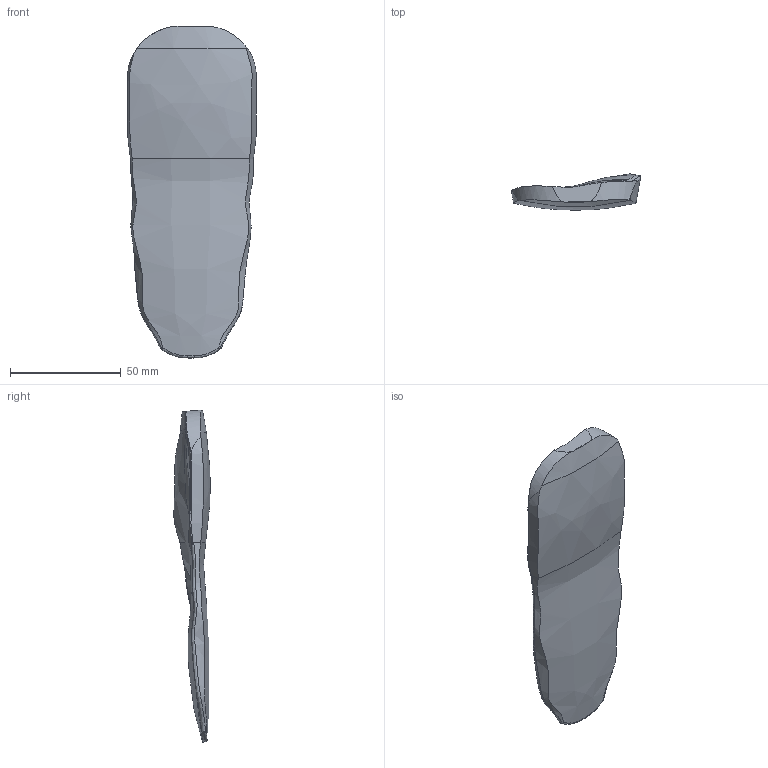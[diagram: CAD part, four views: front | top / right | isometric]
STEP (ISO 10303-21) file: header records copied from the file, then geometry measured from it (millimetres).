
FILE_DESCRIPTION (( 'STEP AP203' ), '1' );
FILE_NAME ('PLANTILLA.STEP', '2024-12-10T05:17:19', ( '' ), ( '' ), 'SwSTEP 2.0', 'SolidWorks 2023', '' );
FILE_SCHEMA (( 'CONFIG_CONTROL_DESIGN' ));
Length unit declared in the file: millimetre
Products named in the file (1): PLANTILLA
Bounding box: 58.24 x 16.46 x 149.94 mm (x, y, z)
Volume: 56135.6 mm3; surface area: 16956.9 mm2
Topology: 1 solids, 1 shells, 42 faces, 107 edges, 66 vertices
Faces by surface type: bspline 32, cylinder 4, plane 3, sphere 3
Entity records: 4257 total; most frequent: CARTESIAN_POINT 3421, ORIENTED_EDGE 212, EDGE_CURVE 106, B_SPLINE_CURVE_WITH_KNOTS 74, DIRECTION 72, VERTEX_POINT 66, EDGE_LOOP 42, ADVANCED_FACE 42
